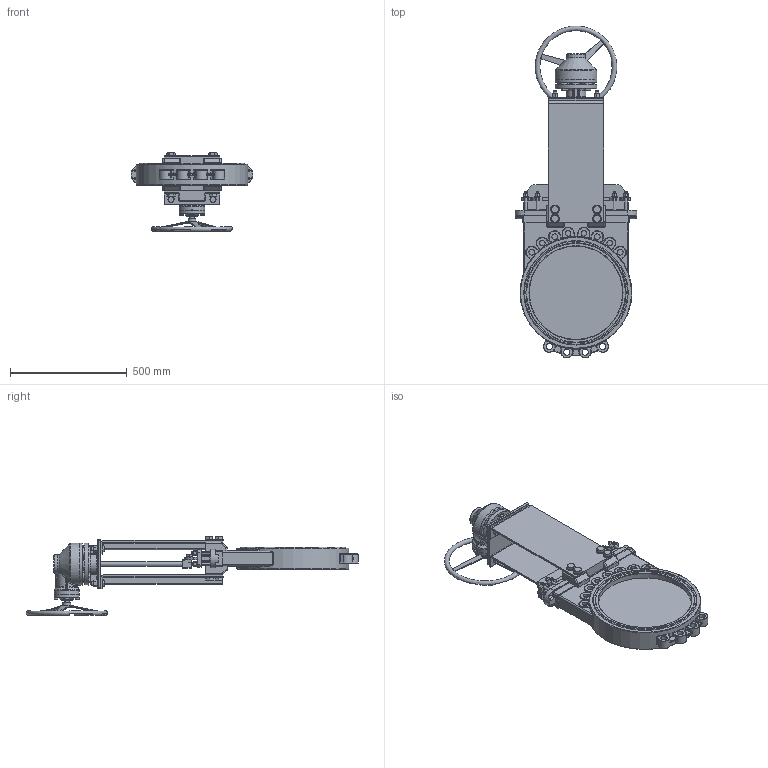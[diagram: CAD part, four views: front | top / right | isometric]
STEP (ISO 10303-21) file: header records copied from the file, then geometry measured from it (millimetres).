
FILE_DESCRIPTION(/* description */ (''),/* implementation_level */ '2;1');
FILE_NAME(/* name */ 'DN400_3D_STEP.stp',/* time_stamp */ '2025-09-04T19:09:39+03:00',/* author */ ('igorr'),/* organization */ (''),/* preprocessor_version */ 'ST-DEVELOPER v20',/* originating_system */ 'Autodesk Inventor 2025',/* authorisation */ '');
FILE_SCHEMA (('AUTOMOTIVE_DESIGN { 1 0 10303 214 3 1 1 }'));
Products named in the file (16): Сборка1; Деталь1; AS 1110 - M12 x 20; DIN 126 - 13,5; ANSI B18.2.4.2M - M12x1,75; Деталь2; DIN 126 - 22; AS 1110 - M20 x 35; Деталь3; Деталь2_1; AS 1110 - M16 x 50; AS 1110 - M16 x 25; DIN 126 - 17,5; ANSI B18.2.4.2M - M16x2; AS 1420 - 1973 - M8 x 16; AS 1420 - 1973 - M10 x 16
Assembly tree (68 placements, depth 2):
  Сборка1
    Деталь1
    AS 1110 - M16 x 25  x6
    DIN 126 - 13,5  x8
    ANSI B18.2.4.2M - M12x1,75  x8
    AS 1110 - M12 x 20
    Деталь2  x2
    DIN 126 - 22  x8
    AS 1110 - M20 x 35  x8
    Деталь3
    Деталь2_1
    AS 1110 - M16 x 50  x4
    DIN 126 - 17,5  x4
    ANSI B18.2.4.2M - M16x2  x4
    AS 1420 - 1973 - M8 x 16  x8
    AS 1420 - 1973 - M10 x 16  x4
Bounding box: 522.77 x 1424.41 x 336.49 mm (x, y, z)
Volume: 28326846.2 mm3; surface area: 2269806 mm2
Topology: 69 solids, 69 shells, 2742 faces, 6411 edges, 3815 vertices
Faces by surface type: plane 1086, cylinder 687, cone 342, bspline 291, torus 238, sphere 98
Full cylindrical faces by diameter (mm): 5 x1, 8 x10, 9 x8, 10 x4, 10.106 x8, 11 x4, 12 x1, 13 x8, 13.5 x8, 13.835 x4, 16 x14, 17.5 x4, 18 x1, 20 x31, 21 x1, 22 x8, 24 x34, 27 x4, 30 x12, 33.654 x1, 37 x8, 41 x1, 80 x1, 109 x2, 125.105 x1, 180 x3, 400 x2, 480 x1
Entity records: 66049 total; most frequent: CARTESIAN_POINT 20500, ORIENTED_EDGE 9088, DIRECTION 8945, EDGE_CURVE 4544, AXIS2_PLACEMENT_3D 3457, VERTEX_POINT 2715, EDGE_LOOP 2043, LINE 2031
